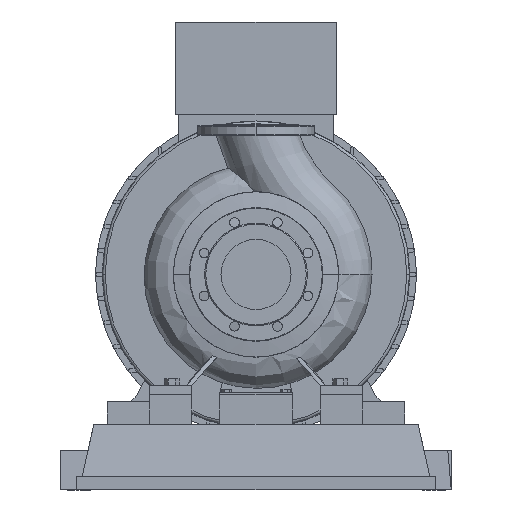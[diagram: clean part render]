
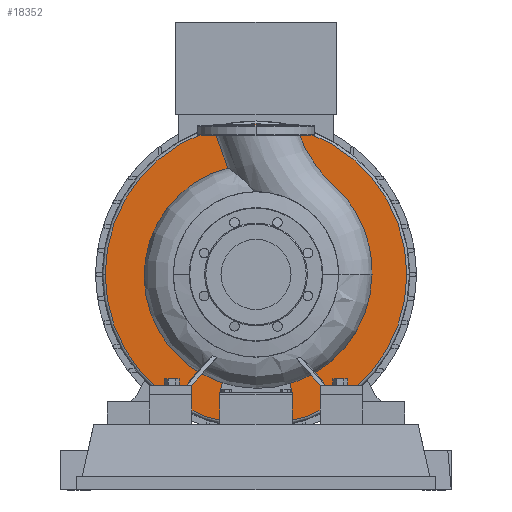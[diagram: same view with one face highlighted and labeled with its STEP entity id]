
A CAD part, left-side view. The second image highlights one B-rep face of the part: STEP entity #18352.
In plain terms, the highlighted planar face has unit normal (-1, 0, 0).
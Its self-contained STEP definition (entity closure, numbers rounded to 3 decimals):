
#8346=CARTESIAN_POINT('',(755.0,282.,403.));
#8347=VERTEX_POINT('',#8346);
#8373=CARTESIAN_POINT('',(755.0,-282.,403.));
#8374=VERTEX_POINT('',#8373);
#8382=CARTESIAN_POINT('',(755.0,0.,403.0));
#8383=DIRECTION('',(1.0,0.0,0.0));
#8384=DIRECTION('',(0.0,0.0,1.0));
#8385=AXIS2_PLACEMENT_3D('',#8382,#8383,#8384);
#8386=CIRCLE('',#8385,282.);
#8387=EDGE_CURVE('',#8374,#8347,#8386,.T.);
#8397=CARTESIAN_POINT('',(755.0,0.,455.5));
#8398=VERTEX_POINT('',#8397);
#8407=CARTESIAN_POINT('',(755.0,0.,350.5));
#8408=VERTEX_POINT('',#8407);
#8409=CARTESIAN_POINT('',(755.0,0.,403.0));
#8410=DIRECTION('',(1.0,0.0,0.0));
#8411=DIRECTION('',(0.0,0.0,1.0));
#8412=AXIS2_PLACEMENT_3D('',#8409,#8410,#8411);
#8413=CIRCLE('',#8412,52.5);
#8414=EDGE_CURVE('',#8408,#8398,#8413,.T.);
#18314=CARTESIAN_POINT('',(755.0,0.,403.0));
#18315=DIRECTION('',(1.0,0.0,0.0));
#18316=DIRECTION('',(0.0,0.0,1.0));
#18317=AXIS2_PLACEMENT_3D('',#18314,#18315,#18316);
#18318=CIRCLE('',#18317,52.5);
#18319=EDGE_CURVE('',#8398,#8408,#18318,.T.);
#18324=CARTESIAN_POINT('',(755.0,0.,570.25));
#18325=DIRECTION('',(-1.0,0.0,0.0));
#18326=DIRECTION('',(0.0,-1.0,0.0));
#18327=AXIS2_PLACEMENT_3D('',#18324,#18325,#18326);
#18328=PLANE('',#18327);
#18329=CARTESIAN_POINT('',(755.0,0.,685.));
#18330=VERTEX_POINT('',#18329);
#18331=CARTESIAN_POINT('',(755.0,0.,403.0));
#18332=DIRECTION('',(1.0,0.0,0.0));
#18333=DIRECTION('',(0.0,0.0,1.0));
#18334=AXIS2_PLACEMENT_3D('',#18331,#18332,#18333);
#18335=CIRCLE('',#18334,282.);
#18336=EDGE_CURVE('',#18330,#8374,#18335,.T.);
#18337=ORIENTED_EDGE('',*,*,#18336,.F.);
#18338=CARTESIAN_POINT('',(755.0,0.,403.0));
#18339=DIRECTION('',(1.0,0.0,0.0));
#18340=DIRECTION('',(0.0,0.0,1.0));
#18341=AXIS2_PLACEMENT_3D('',#18338,#18339,#18340);
#18342=CIRCLE('',#18341,282.);
#18343=EDGE_CURVE('',#8347,#18330,#18342,.T.);
#18344=ORIENTED_EDGE('',*,*,#18343,.F.);
#18345=ORIENTED_EDGE('',*,*,#8387,.F.);
#18346=EDGE_LOOP('',(#18337,#18344,#18345));
#18347=FACE_OUTER_BOUND('',#18346,.T.);
#18348=ORIENTED_EDGE('',*,*,#18319,.T.);
#18349=ORIENTED_EDGE('',*,*,#8414,.T.);
#18350=EDGE_LOOP('',(#18348,#18349));
#18351=FACE_BOUND('',#18350,.T.);
#18352=ADVANCED_FACE('',(#18347,#18351),#18328,.T.);
